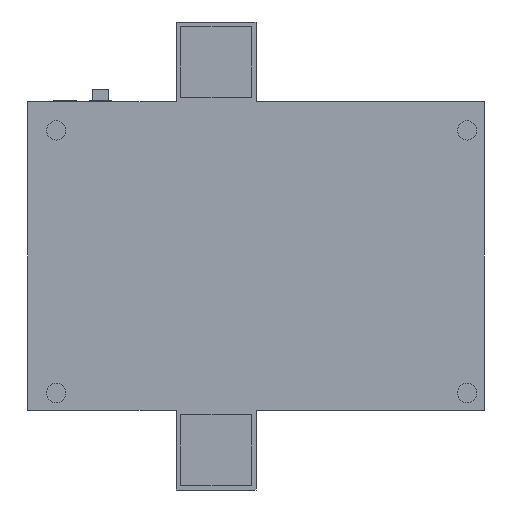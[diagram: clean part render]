
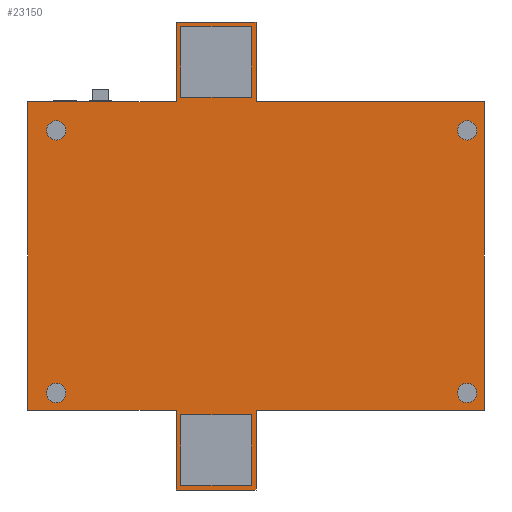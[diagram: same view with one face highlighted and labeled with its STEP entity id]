
A CAD part, front view. The second image highlights one B-rep face of the part: STEP entity #23150.
In plain terms, the highlighted planar face has unit normal (0, -1, 0).
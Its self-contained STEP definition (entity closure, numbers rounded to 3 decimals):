
#103=FACE_BOUND('',#3757,.T.);
#104=FACE_BOUND('',#3758,.T.);
#105=FACE_BOUND('',#3759,.T.);
#106=FACE_BOUND('',#3760,.T.);
#107=FACE_BOUND('',#3761,.T.);
#108=FACE_BOUND('',#3762,.T.);
#1089=CIRCLE('',#24901,8.437);
#1091=CIRCLE('',#24905,8.437);
#1093=CIRCLE('',#24909,8.437);
#1095=CIRCLE('',#24913,8.437);
#2530=FACE_OUTER_BOUND('',#3756,.T.);
#3756=EDGE_LOOP('',(#21101,#21102,#21103,#21104,#21105,#21106,#21107,#21108,
#21109,#21110,#21111,#21112));
#3757=EDGE_LOOP('',(#21113,#21114,#21115,#21116));
#3758=EDGE_LOOP('',(#21117,#21118,#21119,#21120));
#3759=EDGE_LOOP('',(#21121));
#3760=EDGE_LOOP('',(#21122));
#3761=EDGE_LOOP('',(#21123));
#3762=EDGE_LOOP('',(#21124));
#6375=LINE('',#37579,#9043);
#6379=LINE('',#37586,#9047);
#6380=LINE('',#37590,#9048);
#6384=LINE('',#37596,#9052);
#6385=LINE('',#37600,#9053);
#6390=LINE('',#37608,#9058);
#6391=LINE('',#37610,#9059);
#6392=LINE('',#37613,#9060);
#6397=LINE('',#37622,#9065);
#6420=LINE('',#37669,#9088);
#6422=LINE('',#37674,#9090);
#6424=LINE('',#37679,#9092);
#6427=LINE('',#37683,#9095);
#6428=LINE('',#37687,#9096);
#6431=LINE('',#37691,#9099);
#6432=LINE('',#37693,#9100);
#6435=LINE('',#37699,#9103);
#6436=LINE('',#37702,#9104);
#6444=LINE('',#37736,#9112);
#6446=LINE('',#37740,#9114);
#9043=VECTOR('',#30907,10.);
#9047=VECTOR('',#30913,10.);
#9048=VECTOR('',#30916,10.);
#9052=VECTOR('',#30922,10.);
#9053=VECTOR('',#30925,10.);
#9058=VECTOR('',#30934,10.);
#9059=VECTOR('',#30937,10.);
#9060=VECTOR('',#30940,10.);
#9065=VECTOR('',#30947,10.);
#9088=VECTOR('',#30986,10.);
#9090=VECTOR('',#30990,10.);
#9092=VECTOR('',#30994,10.);
#9095=VECTOR('',#30999,10.);
#9096=VECTOR('',#31002,10.);
#9099=VECTOR('',#31007,10.);
#9100=VECTOR('',#31010,10.);
#9103=VECTOR('',#31015,10.);
#9104=VECTOR('',#31018,10.);
#9112=VECTOR('',#31060,10.);
#9114=VECTOR('',#31066,10.);
#11251=VERTEX_POINT('',#37576);
#11252=VERTEX_POINT('',#37578);
#11253=VERTEX_POINT('',#37582);
#11254=VERTEX_POINT('',#37584);
#11255=VERTEX_POINT('',#37588);
#11256=VERTEX_POINT('',#37589);
#11258=VERTEX_POINT('',#37598);
#11259=VERTEX_POINT('',#37599);
#11261=VERTEX_POINT('',#37612);
#11264=VERTEX_POINT('',#37620);
#11279=VERTEX_POINT('',#37665);
#11280=VERTEX_POINT('',#37667);
#11281=VERTEX_POINT('',#37671);
#11282=VERTEX_POINT('',#37673);
#11283=VERTEX_POINT('',#37677);
#11284=VERTEX_POINT('',#37678);
#11285=VERTEX_POINT('',#37685);
#11286=VERTEX_POINT('',#37686);
#11288=VERTEX_POINT('',#37697);
#11289=VERTEX_POINT('',#37701);
#11292=VERTEX_POINT('',#37709);
#11294=VERTEX_POINT('',#37716);
#11296=VERTEX_POINT('',#37723);
#11298=VERTEX_POINT('',#37730);
#14497=EDGE_CURVE('',#11252,#11251,#6375,.T.);
#14501=EDGE_CURVE('',#11253,#11254,#6379,.T.);
#14502=EDGE_CURVE('',#11255,#11256,#6380,.T.);
#14506=EDGE_CURVE('',#11254,#11252,#6384,.T.);
#14507=EDGE_CURVE('',#11258,#11259,#6385,.T.);
#14512=EDGE_CURVE('',#11255,#11259,#6390,.T.);
#14513=EDGE_CURVE('',#11253,#11251,#6391,.T.);
#14514=EDGE_CURVE('',#11258,#11261,#6392,.T.);
#14519=EDGE_CURVE('',#11264,#11256,#6397,.T.);
#14542=EDGE_CURVE('',#11280,#11279,#6420,.T.);
#14544=EDGE_CURVE('',#11281,#11282,#6422,.T.);
#14546=EDGE_CURVE('',#11283,#11284,#6424,.T.);
#14549=EDGE_CURVE('',#11282,#11280,#6427,.T.);
#14550=EDGE_CURVE('',#11285,#11286,#6428,.T.);
#14553=EDGE_CURVE('',#11283,#11286,#6431,.T.);
#14554=EDGE_CURVE('',#11281,#11279,#6432,.T.);
#14557=EDGE_CURVE('',#11288,#11285,#6435,.T.);
#14558=EDGE_CURVE('',#11284,#11289,#6436,.T.);
#14563=EDGE_CURVE('',#11292,#11292,#1089,.T.);
#14566=EDGE_CURVE('',#11294,#11294,#1091,.T.);
#14569=EDGE_CURVE('',#11296,#11296,#1093,.T.);
#14572=EDGE_CURVE('',#11298,#11298,#1095,.T.);
#14574=EDGE_CURVE('',#11289,#11264,#6444,.T.);
#14576=EDGE_CURVE('',#11261,#11288,#6446,.T.);
#21101=ORIENTED_EDGE('',*,*,#14557,.F.);
#21102=ORIENTED_EDGE('',*,*,#14576,.F.);
#21103=ORIENTED_EDGE('',*,*,#14514,.F.);
#21104=ORIENTED_EDGE('',*,*,#14507,.T.);
#21105=ORIENTED_EDGE('',*,*,#14512,.F.);
#21106=ORIENTED_EDGE('',*,*,#14502,.T.);
#21107=ORIENTED_EDGE('',*,*,#14519,.F.);
#21108=ORIENTED_EDGE('',*,*,#14574,.F.);
#21109=ORIENTED_EDGE('',*,*,#14558,.F.);
#21110=ORIENTED_EDGE('',*,*,#14546,.F.);
#21111=ORIENTED_EDGE('',*,*,#14553,.T.);
#21112=ORIENTED_EDGE('',*,*,#14550,.F.);
#21113=ORIENTED_EDGE('',*,*,#14497,.T.);
#21114=ORIENTED_EDGE('',*,*,#14513,.F.);
#21115=ORIENTED_EDGE('',*,*,#14501,.T.);
#21116=ORIENTED_EDGE('',*,*,#14506,.T.);
#21117=ORIENTED_EDGE('',*,*,#14542,.F.);
#21118=ORIENTED_EDGE('',*,*,#14549,.F.);
#21119=ORIENTED_EDGE('',*,*,#14544,.F.);
#21120=ORIENTED_EDGE('',*,*,#14554,.T.);
#21121=ORIENTED_EDGE('',*,*,#14563,.T.);
#21122=ORIENTED_EDGE('',*,*,#14566,.T.);
#21123=ORIENTED_EDGE('',*,*,#14569,.T.);
#21124=ORIENTED_EDGE('',*,*,#14572,.T.);
#22012=PLANE('',#24918);
#23150=ADVANCED_FACE('',(#2530,#103,#104,#105,#106,#107,#108),#22012,.F.);
#24901=AXIS2_PLACEMENT_3D('',#37711,#31026,#31027);
#24905=AXIS2_PLACEMENT_3D('',#37718,#31035,#31036);
#24909=AXIS2_PLACEMENT_3D('',#37725,#31044,#31045);
#24913=AXIS2_PLACEMENT_3D('',#37732,#31053,#31054);
#24918=AXIS2_PLACEMENT_3D('',#37741,#31067,#31068);
#30907=DIRECTION('',(0.,0.,-1.));
#30913=DIRECTION('',(0.,0.,1.));
#30916=DIRECTION('',(0.,0.,1.));
#30922=DIRECTION('',(1.,0.,0.));
#30925=DIRECTION('',(0.,0.,-1.));
#30934=DIRECTION('',(-1.,0.,0.));
#30937=DIRECTION('',(1.,0.,0.));
#30940=DIRECTION('',(-1.,0.,0.));
#30947=DIRECTION('',(-1.,0.,0.));
#30986=DIRECTION('',(0.,0.,1.));
#30990=DIRECTION('',(0.,0.,-1.));
#30994=DIRECTION('',(0.,0.,-1.));
#30999=DIRECTION('',(1.,0.,0.));
#31002=DIRECTION('',(0.,0.,1.));
#31007=DIRECTION('',(-1.,0.,0.));
#31010=DIRECTION('',(1.,0.,0.));
#31015=DIRECTION('',(1.,0.,0.));
#31018=DIRECTION('',(1.,0.,0.));
#31026=DIRECTION('center_axis',(0.,1.,0.));
#31027=DIRECTION('ref_axis',(-1.,0.,0.));
#31035=DIRECTION('center_axis',(0.,1.,0.));
#31036=DIRECTION('ref_axis',(-1.,0.,0.));
#31044=DIRECTION('center_axis',(0.,1.,0.));
#31045=DIRECTION('ref_axis',(-1.,0.,0.));
#31053=DIRECTION('center_axis',(0.,1.,0.));
#31054=DIRECTION('ref_axis',(-1.,0.,0.));
#31060=DIRECTION('',(0.,0.,-1.));
#31066=DIRECTION('',(0.,0.,1.));
#31067=DIRECTION('center_axis',(0.,1.,0.));
#31068=DIRECTION('ref_axis',(0.,0.,1.));
#37576=CARTESIAN_POINT('',(-4.,0.,-201.));
#37578=CARTESIAN_POINT('',(-4.,0.,-139.));
#37579=CARTESIAN_POINT('',(-4.,0.,-139.));
#37582=CARTESIAN_POINT('',(-66.,0.,-201.));
#37584=CARTESIAN_POINT('',(-66.,0.,-139.));
#37586=CARTESIAN_POINT('',(-66.,0.,-205.));
#37588=CARTESIAN_POINT('',(0.,0.,-205.));
#37589=CARTESIAN_POINT('',(0.,0.,-135.));
#37590=CARTESIAN_POINT('',(0.,0.,-205.));
#37596=CARTESIAN_POINT('',(-66.,0.,-139.));
#37598=CARTESIAN_POINT('',(-70.,0.,-135.));
#37599=CARTESIAN_POINT('',(-70.,0.,-205.));
#37600=CARTESIAN_POINT('',(-70.,0.,-135.));
#37608=CARTESIAN_POINT('',(-4.,0.,-205.));
#37610=CARTESIAN_POINT('',(-66.,0.,-201.));
#37612=CARTESIAN_POINT('',(-200.,0.,-135.));
#37613=CARTESIAN_POINT('',(200.,0.,-135.));
#37620=CARTESIAN_POINT('',(200.,0.,-135.));
#37622=CARTESIAN_POINT('',(200.,0.,-135.));
#37665=CARTESIAN_POINT('',(-4.,0.,201.));
#37667=CARTESIAN_POINT('',(-4.,0.,139.));
#37669=CARTESIAN_POINT('',(-4.,0.,139.));
#37671=CARTESIAN_POINT('',(-66.,0.,201.));
#37673=CARTESIAN_POINT('',(-66.,0.,139.));
#37674=CARTESIAN_POINT('',(-66.,0.,205.));
#37677=CARTESIAN_POINT('',(0.,0.,205.));
#37678=CARTESIAN_POINT('',(0.,0.,135.));
#37679=CARTESIAN_POINT('',(0.,0.,205.));
#37683=CARTESIAN_POINT('',(-66.,0.,139.));
#37685=CARTESIAN_POINT('',(-70.,0.,135.));
#37686=CARTESIAN_POINT('',(-70.,0.,205.));
#37687=CARTESIAN_POINT('',(-70.,0.,135.));
#37691=CARTESIAN_POINT('',(-4.,0.,205.));
#37693=CARTESIAN_POINT('',(-66.,0.,201.));
#37697=CARTESIAN_POINT('',(-200.,0.,135.));
#37699=CARTESIAN_POINT('',(-200.,0.,135.));
#37701=CARTESIAN_POINT('',(200.,0.,135.));
#37702=CARTESIAN_POINT('',(-200.,0.,135.));
#37709=CARTESIAN_POINT('',(-166.563,0.,110.));
#37711=CARTESIAN_POINT('Origin',(-175.,0.,110.));
#37716=CARTESIAN_POINT('',(-166.563,0.,-120.));
#37718=CARTESIAN_POINT('Origin',(-175.,0.,-120.));
#37723=CARTESIAN_POINT('',(193.437,0.,110.));
#37725=CARTESIAN_POINT('Origin',(185.,0.,110.));
#37730=CARTESIAN_POINT('',(193.437,0.,-120.));
#37732=CARTESIAN_POINT('Origin',(185.,0.,-120.));
#37736=CARTESIAN_POINT('',(200.,0.,135.));
#37740=CARTESIAN_POINT('',(-200.,0.,-135.));
#37741=CARTESIAN_POINT('Origin',(0.,0.,0.));
